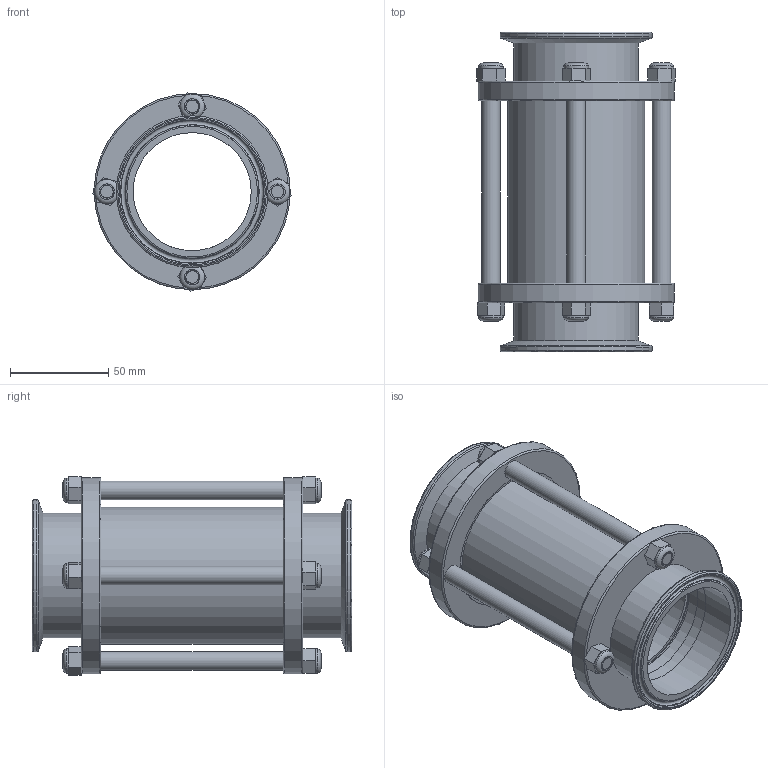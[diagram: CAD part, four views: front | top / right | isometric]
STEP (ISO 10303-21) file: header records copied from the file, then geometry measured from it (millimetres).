
FILE_DESCRIPTION(/* description */ ('STEP AP203'),/* implementation_level */ '2;1');
FILE_NAME(/* name */ '54BMPS-2.50.stp',/* time_stamp */ '2024-03-11T11:03:39-04:00',/* author */ ('brad'),/* organization */ (''),/* preprocessor_version */ 'ST-DEVELOPER v20',/* originating_system */ 'Autodesk Inventor 2024',/* authorisation */ '');
FILE_SCHEMA (('AUTOMOTIVE_DESIGN { 1 0 10303 214 3 1 1 }'));
Length unit declared in the file: millimetre
Products named in the file (6): 2.5¦T§¨µøµ¡(¾ã²
Õ); 2.5¦Tµøµ¡¬Á¼þ; 2.5¦Tµøµ¡¹Ô¤ù; 2.5¦Tµøµ¡¥»Åé; 2.5-6µøµ¡Á³±ì; µøµ¡Á³¥À
Assembly tree (17 placements, depth 2):
  2.5¦T§¨µøµ¡(¾ã²
Õ)
    2.5¦Tµøµ¡¥»Åé  x2
    2.5¦Tµøµ¡¹Ô¤ù  x2
    2.5¦Tµøµ¡¬Á¼þ
    2.5-6µøµ¡Á³±ì  x4
    µøµ¡Á³¥À  x8
Bounding box: 101.21 x 162.9 x 101.17 mm (x, y, z)
Volume: 251908.8 mm3; surface area: 136493.9 mm2
Topology: 17 solids, 17 shells, 1122 faces, 3118 edges, 2046 vertices
Faces by surface type: cone 800, plane 154, cylinder 144, torus 24
Full cylindrical faces by diameter (mm): 8.2 x8, 9.5 x4, 12.6 x8, 60.2 x2, 60.4 x3, 62.4 x2, 63.5 x2, 70 x1, 70.5 x2, 74.1 x2, 74.3 x2, 77.4 x2, 100 x2
Entity records: 8805 total; most frequent: CARTESIAN_POINT 1971, DIRECTION 1573, ORIENTED_EDGE 1330, AXIS2_PLACEMENT_3D 678, EDGE_CURVE 665, VERTEX_POINT 437, CIRCLE 411, EDGE_LOOP 266
